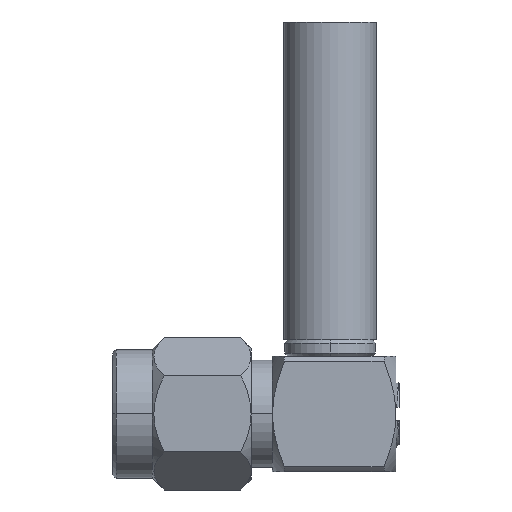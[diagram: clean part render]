
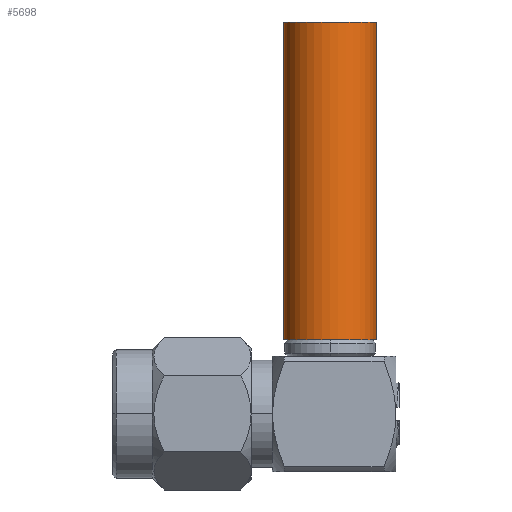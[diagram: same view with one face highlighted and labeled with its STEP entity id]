
A CAD part, front view. The second image highlights one B-rep face of the part: STEP entity #5698.
In plain terms, the highlighted cylindrical face has radius 2.8 mm (diameter 5.6 mm), a partial arc.
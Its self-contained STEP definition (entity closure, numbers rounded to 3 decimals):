
#2598=DIRECTION('',(0.,0.,1.));
#2599=VECTOR('',#2598,19.3);
#2600=CARTESIAN_POINT('',(7.6,0.,4.5));
#2601=LINE('',#2600,#2599);
#2602=DIRECTION('',(0.,0.,1.));
#2603=VECTOR('',#2602,19.3);
#2604=CARTESIAN_POINT('',(13.2,0.,4.5));
#2605=LINE('',#2604,#2603);
#2606=CARTESIAN_POINT('',(10.4,0.,4.5));
#2607=DIRECTION('',(0.,0.,1.));
#2608=DIRECTION('',(-1.,0.,0.));
#2609=AXIS2_PLACEMENT_3D('',#2606,#2607,#2608);
#2611=CARTESIAN_POINT('',(10.4,0.,23.8));
#2612=DIRECTION('',(0.,0.,1.));
#2613=DIRECTION('',(-1.,0.,0.));
#2614=AXIS2_PLACEMENT_3D('',#2611,#2612,#2613);
#3089=CARTESIAN_POINT('',(7.6,0.,4.5));
#3090=CARTESIAN_POINT('',(7.6,0.,23.8));
#3091=VERTEX_POINT('',#3089);
#3092=VERTEX_POINT('',#3090);
#3093=CARTESIAN_POINT('',(13.2,0.,4.5));
#3094=CARTESIAN_POINT('',(13.2,0.,23.8));
#3095=VERTEX_POINT('',#3093);
#3096=VERTEX_POINT('',#3094);
#5686=CARTESIAN_POINT('',(10.4,0.,24.765));
#5687=DIRECTION('',(0.,0.,-1.));
#5688=DIRECTION('',(1.,0.,0.));
#5689=AXIS2_PLACEMENT_3D('',#5686,#5687,#5688);
#5690=CYLINDRICAL_SURFACE('',#5689,2.8);
#5691=ORIENTED_EDGE('',*,*,#5676,.T.);
#5693=ORIENTED_EDGE('',*,*,#5692,.T.);
#5694=ORIENTED_EDGE('',*,*,#5679,.F.);
#5695=ORIENTED_EDGE('',*,*,#5661,.F.);
#5696=EDGE_LOOP('',(#5691,#5693,#5694,#5695));
#5697=FACE_OUTER_BOUND('',#5696,.F.);
#5698=ADVANCED_FACE('',(#5697),#5690,.T.);
#2610=CIRCLE('',#2609,2.8);
#2615=CIRCLE('',#2614,2.8);
#5661=EDGE_CURVE('',#3091,#3095,#2610,.T.);
#5676=EDGE_CURVE('',#3091,#3092,#2601,.T.);
#5679=EDGE_CURVE('',#3095,#3096,#2605,.T.);
#5692=EDGE_CURVE('',#3092,#3096,#2615,.T.);
